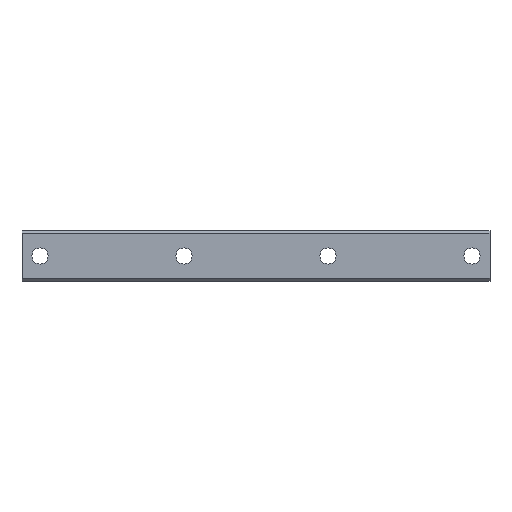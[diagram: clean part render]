
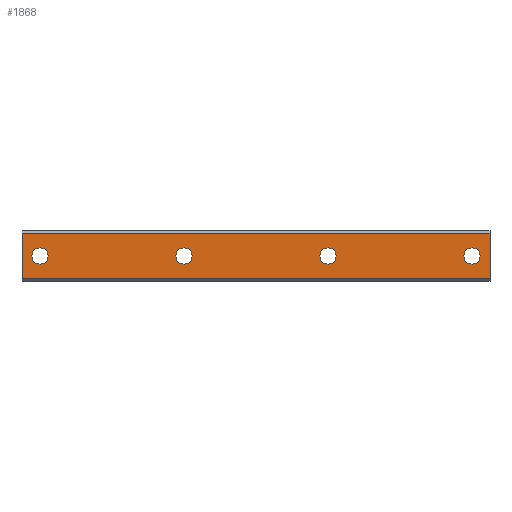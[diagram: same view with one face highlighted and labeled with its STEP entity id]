
A CAD part, front view. The second image highlights one B-rep face of the part: STEP entity #1868.
In plain terms, the highlighted planar face has unit normal (0, -1, 0).
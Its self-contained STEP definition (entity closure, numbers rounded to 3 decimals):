
#7 = ORIENTED_EDGE ( 'NONE', *, *, #578, .F. ) ;
#12 = CARTESIAN_POINT ( 'NONE',  ( 250., 0., 12.5 ) ) ;
#16 = VECTOR ( 'NONE', #662, 1000. ) ;
#26 = CARTESIAN_POINT ( 'NONE',  ( 0., 0., 0. ) ) ;
#62 = DIRECTION ( 'NONE',  ( 0., 0., 1. ) ) ;
#70 = AXIS2_PLACEMENT_3D ( 'NONE', #145, #748, #275 ) ;
#77 = VERTEX_POINT ( 'NONE', #203 ) ;
#83 = VERTEX_POINT ( 'NONE', #1390 ) ;
#85 = VECTOR ( 'NONE', #1557, 1000. ) ;
#96 = CIRCLE ( 'NONE', #1240, 4.5 ) ;
#106 = CARTESIAN_POINT ( 'NONE',  ( 80., 0., 4.5 ) ) ;
#120 = CARTESIAN_POINT ( 'NONE',  ( 160., 0., -4.5 ) ) ;
#145 = CARTESIAN_POINT ( 'NONE',  ( 160., 0., 0. ) ) ;
#152 = CARTESIAN_POINT ( 'NONE',  ( 80., 0., 0. ) ) ;
#163 = DIRECTION ( 'NONE',  ( -1., 0., 0. ) ) ;
#165 = CIRCLE ( 'NONE', #253, 4.5 ) ;
#176 = AXIS2_PLACEMENT_3D ( 'NONE', #347, #801, #62 ) ;
#197 = EDGE_LOOP ( 'NONE', ( #905, #1725 ) ) ;
#203 = CARTESIAN_POINT ( 'NONE',  ( 250., 0., -12.5 ) ) ;
#217 = CARTESIAN_POINT ( 'NONE',  ( 80., 0., 0. ) ) ;
#223 = DIRECTION ( 'NONE',  ( 1., 0., 0. ) ) ;
#234 = CARTESIAN_POINT ( 'NONE',  ( 240., 0., -4.5 ) ) ;
#253 = AXIS2_PLACEMENT_3D ( 'NONE', #217, #1411, #358 ) ;
#275 = DIRECTION ( 'NONE',  ( 0., 0., 1. ) ) ;
#294 = FACE_BOUND ( 'NONE', #1450, .T. ) ;
#296 = VERTEX_POINT ( 'NONE', #484 ) ;
#323 = DIRECTION ( 'NONE',  ( 0., -1., 0. ) ) ;
#341 = ORIENTED_EDGE ( 'NONE', *, *, #1881, .F. ) ;
#347 = CARTESIAN_POINT ( 'NONE',  ( 240., 0., 0. ) ) ;
#358 = DIRECTION ( 'NONE',  ( 0., 0., 1. ) ) ;
#411 = CIRCLE ( 'NONE', #718, 4.5 ) ;
#430 = CARTESIAN_POINT ( 'NONE',  ( 240., 0., 4.5 ) ) ;
#435 = EDGE_CURVE ( 'NONE', #1281, #950, #834, .T. ) ;
#460 = EDGE_CURVE ( 'NONE', #83, #77, #1866, .T. ) ;
#465 = VERTEX_POINT ( 'NONE', #106 ) ;
#478 = CARTESIAN_POINT ( 'NONE',  ( 0., 0., 4.5 ) ) ;
#484 = CARTESIAN_POINT ( 'NONE',  ( 0., 0., -4.5 ) ) ;
#527 = ORIENTED_EDGE ( 'NONE', *, *, #1710, .F. ) ;
#539 = CARTESIAN_POINT ( 'NONE',  ( 250., 0., 12.5 ) ) ;
#578 = EDGE_CURVE ( 'NONE', #950, #1281, #1313, .T. ) ;
#586 = FACE_BOUND ( 'NONE', #1642, .T. ) ;
#652 = CARTESIAN_POINT ( 'NONE',  ( 250., 0., 12.5 ) ) ;
#662 = DIRECTION ( 'NONE',  ( 0., 0., -1. ) ) ;
#684 = CARTESIAN_POINT ( 'NONE',  ( 160., 0., 4.5 ) ) ;
#709 = DIRECTION ( 'NONE',  ( 0., -1., 0. ) ) ;
#718 = AXIS2_PLACEMENT_3D ( 'NONE', #26, #1481, #1809 ) ;
#736 = ORIENTED_EDGE ( 'NONE', *, *, #435, .F. ) ;
#740 = EDGE_CURVE ( 'NONE', #77, #1546, #1032, .T. ) ;
#743 = FACE_OUTER_BOUND ( 'NONE', #1104, .T. ) ;
#748 = DIRECTION ( 'NONE',  ( 0., -1., 0. ) ) ;
#753 = EDGE_CURVE ( 'NONE', #855, #1429, #901, .T. ) ;
#763 = PLANE ( 'NONE',  #1915 ) ;
#787 = FACE_BOUND ( 'NONE', #197, .T. ) ;
#801 = DIRECTION ( 'NONE',  ( 0., -1., 0. ) ) ;
#828 = CIRCLE ( 'NONE', #1560, 4.5 ) ;
#834 = CIRCLE ( 'NONE', #176, 4.5 ) ;
#855 = VERTEX_POINT ( 'NONE', #684 ) ;
#881 = EDGE_LOOP ( 'NONE', ( #7, #736 ) ) ;
#883 = CARTESIAN_POINT ( 'NONE',  ( 250., 0., -12.5 ) ) ;
#901 = CIRCLE ( 'NONE', #70, 4.5 ) ;
#905 = ORIENTED_EDGE ( 'NONE', *, *, #1568, .F. ) ;
#910 = DIRECTION ( 'NONE',  ( 0., -1., 0. ) ) ;
#927 = CARTESIAN_POINT ( 'NONE',  ( 80., 0., -4.5 ) ) ;
#933 = DIRECTION ( 'NONE',  ( 0., 0., 1. ) ) ;
#950 = VERTEX_POINT ( 'NONE', #430 ) ;
#964 = CARTESIAN_POINT ( 'NONE',  ( -10., 0., 12.5 ) ) ;
#978 = EDGE_CURVE ( 'NONE', #1429, #855, #828, .T. ) ;
#990 = AXIS2_PLACEMENT_3D ( 'NONE', #1305, #709, #1890 ) ;
#1021 = VERTEX_POINT ( 'NONE', #1760 ) ;
#1032 = LINE ( 'NONE', #883, #1241 ) ;
#1038 = DIRECTION ( 'NONE',  ( 0., 0., 1. ) ) ;
#1043 = CARTESIAN_POINT ( 'NONE',  ( -10., 0., -12.5 ) ) ;
#1104 = EDGE_LOOP ( 'NONE', ( #1491, #1699, #1708, #1384 ) ) ;
#1114 = VERTEX_POINT ( 'NONE', #478 ) ;
#1180 = DIRECTION ( 'NONE',  ( 0., 1., 0. ) ) ;
#1240 = AXIS2_PLACEMENT_3D ( 'NONE', #152, #910, #1343 ) ;
#1241 = VECTOR ( 'NONE', #163, 1000. ) ;
#1265 = EDGE_CURVE ( 'NONE', #1546, #1021, #1270, .T. ) ;
#1270 = LINE ( 'NONE', #964, #85 ) ;
#1281 = VERTEX_POINT ( 'NONE', #234 ) ;
#1294 = DIRECTION ( 'NONE',  ( 0., -1., 0. ) ) ;
#1305 = CARTESIAN_POINT ( 'NONE',  ( 240., 0., 0. ) ) ;
#1313 = CIRCLE ( 'NONE', #990, 4.5 ) ;
#1314 = CARTESIAN_POINT ( 'NONE',  ( 160., 0., 0. ) ) ;
#1339 = ORIENTED_EDGE ( 'NONE', *, *, #753, .F. ) ;
#1343 = DIRECTION ( 'NONE',  ( 0., 0., 1. ) ) ;
#1366 = FACE_BOUND ( 'NONE', #881, .T. ) ;
#1371 = LINE ( 'NONE', #652, #1797 ) ;
#1384 = ORIENTED_EDGE ( 'NONE', *, *, #1265, .F. ) ;
#1390 = CARTESIAN_POINT ( 'NONE',  ( 250., 0., 12.5 ) ) ;
#1411 = DIRECTION ( 'NONE',  ( 0., -1., 0. ) ) ;
#1429 = VERTEX_POINT ( 'NONE', #120 ) ;
#1450 = EDGE_LOOP ( 'NONE', ( #1339, #1537 ) ) ;
#1481 = DIRECTION ( 'NONE',  ( 0., -1., 0. ) ) ;
#1491 = ORIENTED_EDGE ( 'NONE', *, *, #740, .F. ) ;
#1519 = AXIS2_PLACEMENT_3D ( 'NONE', #1647, #323, #933 ) ;
#1536 = VERTEX_POINT ( 'NONE', #927 ) ;
#1537 = ORIENTED_EDGE ( 'NONE', *, *, #978, .F. ) ;
#1546 = VERTEX_POINT ( 'NONE', #1043 ) ;
#1557 = DIRECTION ( 'NONE',  ( 0., 0., 1. ) ) ;
#1560 = AXIS2_PLACEMENT_3D ( 'NONE', #1314, #1294, #1751 ) ;
#1568 = EDGE_CURVE ( 'NONE', #1114, #296, #411, .T. ) ;
#1611 = CIRCLE ( 'NONE', #1519, 4.5 ) ;
#1642 = EDGE_LOOP ( 'NONE', ( #527, #341 ) ) ;
#1647 = CARTESIAN_POINT ( 'NONE',  ( 0., 0., 0. ) ) ;
#1657 = EDGE_CURVE ( 'NONE', #1021, #83, #1371, .T. ) ;
#1699 = ORIENTED_EDGE ( 'NONE', *, *, #460, .F. ) ;
#1708 = ORIENTED_EDGE ( 'NONE', *, *, #1657, .F. ) ;
#1710 = EDGE_CURVE ( 'NONE', #465, #1536, #165, .T. ) ;
#1725 = ORIENTED_EDGE ( 'NONE', *, *, #1829, .F. ) ;
#1751 = DIRECTION ( 'NONE',  ( 0., 0., 1. ) ) ;
#1760 = CARTESIAN_POINT ( 'NONE',  ( -10., 0., 12.5 ) ) ;
#1797 = VECTOR ( 'NONE', #223, 1000. ) ;
#1809 = DIRECTION ( 'NONE',  ( 0., 0., 1. ) ) ;
#1829 = EDGE_CURVE ( 'NONE', #296, #1114, #1611, .T. ) ;
#1866 = LINE ( 'NONE', #539, #16 ) ;
#1868 = ADVANCED_FACE ( 'NONE', ( #743, #787, #1366, #294, #586 ), #763, .F. ) ;
#1881 = EDGE_CURVE ( 'NONE', #1536, #465, #96, .T. ) ;
#1890 = DIRECTION ( 'NONE',  ( 0., 0., 1. ) ) ;
#1915 = AXIS2_PLACEMENT_3D ( 'NONE', #12, #1180, #1038 ) ;
